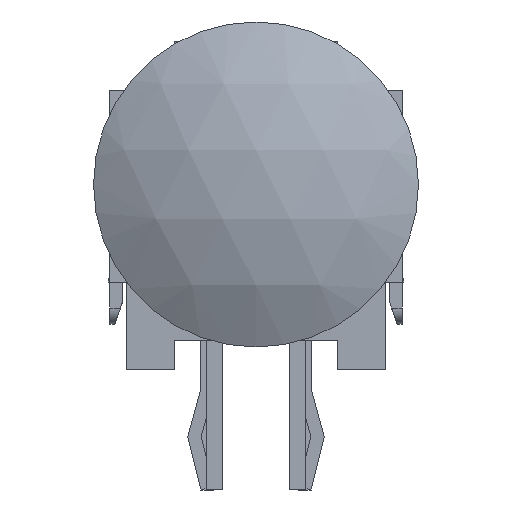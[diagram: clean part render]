
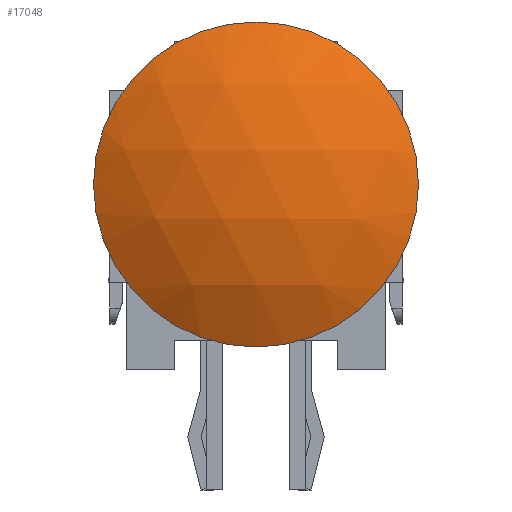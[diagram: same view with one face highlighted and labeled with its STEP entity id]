
A CAD part, left-side view. The second image highlights one B-rep face of the part: STEP entity #17048.
In plain terms, the highlighted spherical face has radius 9.629 mm.
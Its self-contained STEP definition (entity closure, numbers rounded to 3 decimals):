
#17032=CARTESIAN_POINT('',(0.0,0.971,0.0));
#17033=DIRECTION('',(0.0,0.0,1.0));
#17034=DIRECTION('',(1.0,0.0,0.0));
#17035=AXIS2_PLACEMENT_3D('',#17032,#17033,#17034);
#17036=SPHERICAL_SURFACE('',#17035,9.629);
#17037=CARTESIAN_POINT('',(5.,9.2,0.0));
#17038=VERTEX_POINT('',#17037);
#17039=CARTESIAN_POINT('',(0.0,9.2,0.0));
#17040=DIRECTION('',(0.0,-1.0,0.0));
#17041=DIRECTION('',(1.0,0.0,0.0));
#17042=AXIS2_PLACEMENT_3D('',#17039,#17040,#17041);
#17043=CIRCLE('',#17042,5.);
#17044=EDGE_CURVE('',#17038,#17038,#17043,.T.);
#17045=ORIENTED_EDGE('',*,*,#17044,.F.);
#17046=EDGE_LOOP('',(#17045));
#17047=FACE_OUTER_BOUND('',#17046,.T.);
#17048=ADVANCED_FACE('',(#17047),#17036,.T.);
